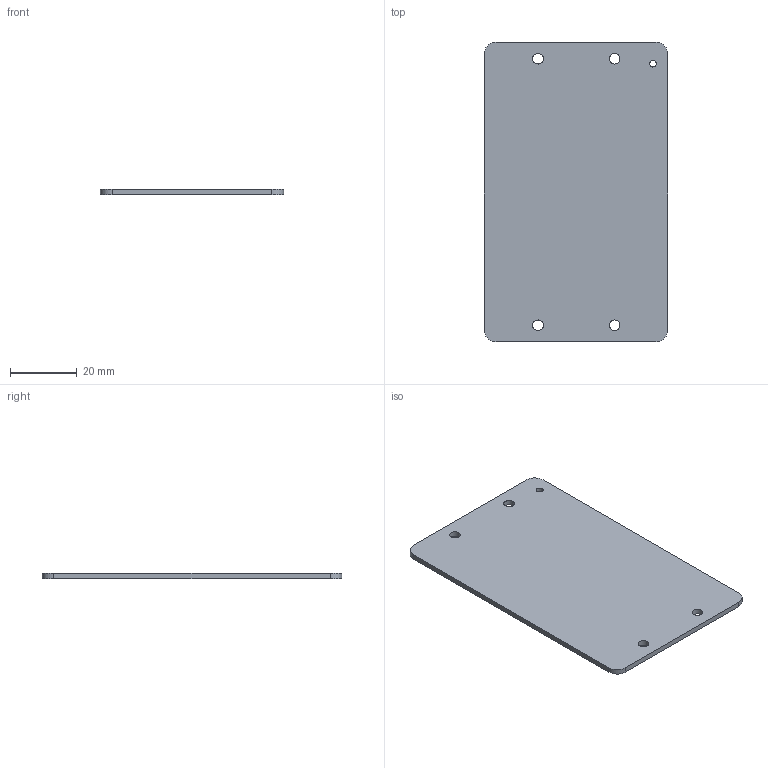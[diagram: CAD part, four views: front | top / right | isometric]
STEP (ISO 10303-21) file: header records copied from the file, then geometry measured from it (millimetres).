
FILE_DESCRIPTION(('KiCad electronic assembly'),'2;1');
FILE_NAME('EPSv1.step','2024-10-26T19:22:15',('Pcbnew'),('Kicad'), 'Open CASCADE STEP processor 7.8','KiCad to STEP converter','Unknown' );
FILE_SCHEMA(('AUTOMOTIVE_DESIGN { 1 0 10303 214 1 1 1 1 }'));
Length unit declared in the file: millimetre
Products named in the file (2): EPSv1 1; _autosave-EPSv1_PCB
Assembly tree (1 placements, depth 2):
  EPSv1 1
    _autosave-EPSv1_PCB
Bounding box: 55 x 90 x 1.6 mm (x, y, z)
Volume: 7846.7 mm3; surface area: 10337.1 mm2
Topology: 1 solids, 1 shells, 15 faces, 39 edges, 26 vertices
Faces by surface type: cylinder 9, plane 6
Full cylindrical faces by diameter (mm): 2 x1, 3.2 x4
Entity records: 528 total; most frequent: DIRECTION 91, CARTESIAN_POINT 82, ORIENTED_EDGE 78, EDGE_CURVE 39, AXIS2_PLACEMENT_3D 35, VERTEX_POINT 26, FACE_BOUND 25, EDGE_LOOP 25
